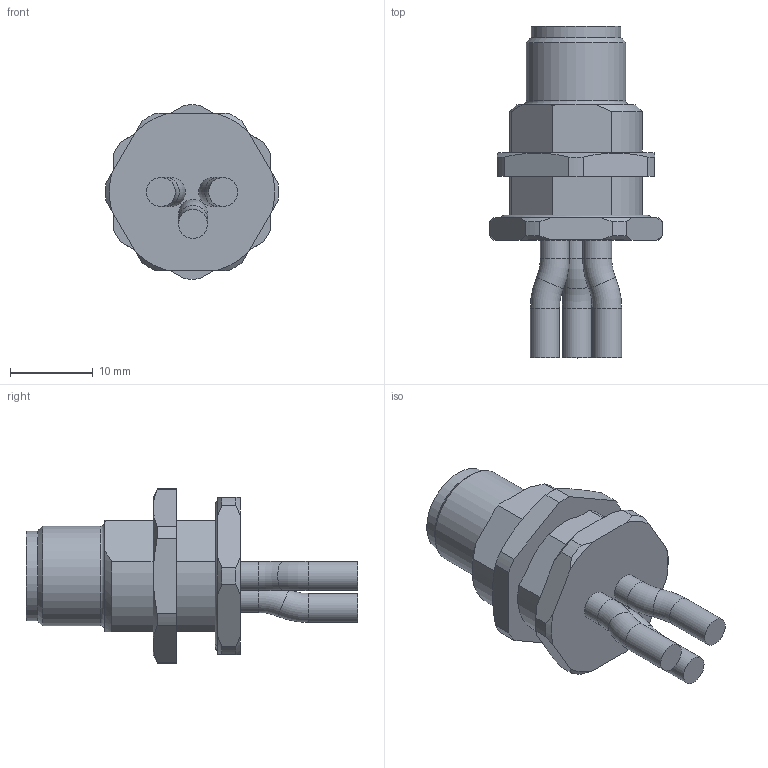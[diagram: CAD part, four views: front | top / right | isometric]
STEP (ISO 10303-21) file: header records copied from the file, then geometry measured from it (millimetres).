
FILE_DESCRIPTION(/* description */ (''),/* implementation_level */ '2;1');
FILE_NAME(/* name */ 'PS-FHM12SU3-m_M16.stp',/* time_stamp */ '2019-01-25T12:26:08+01:00',/* author */ ('ESCHA GmbH & Co. KG'),/* organization */ ('ESCHA GmbH & Co. KG'),/* preprocessor_version */ 'ST-DEVELOPER v16',/* originating_system */ 'SIEMENS PLM Software NX 10.0',/* authorisation */ '');
FILE_SCHEMA (('AUTOMOTIVE_DESIGN { 1 0 10303 214 3 1 1 1 }'));
Length unit declared in the file: millimetre
Products named in the file (1): PS-FHM12SU3-m_M16_stp
Bounding box: 20.89 x 40 x 20.99 mm (x, y, z)
Volume: 4640.9 mm3; surface area: 3233.4 mm2
Topology: 1 solids, 1 shells, 226 faces, 603 edges, 391 vertices
Faces by surface type: plane 90, cylinder 61, extrusion 33, cone 20, torus 19, sphere 3
Full cylindrical faces by diameter (mm): 1.5 x3, 2.12 x3, 3.5 x6, 8.4 x1, 10.8 x1, 12 x1
Entity records: 7122 total; most frequent: CARTESIAN_POINT 1774, ORIENTED_EDGE 1106, DIRECTION 1016, EDGE_CURVE 553, VERTEX_POINT 375, AXIS2_PLACEMENT_3D 344, VECTOR 328, LINE 295
